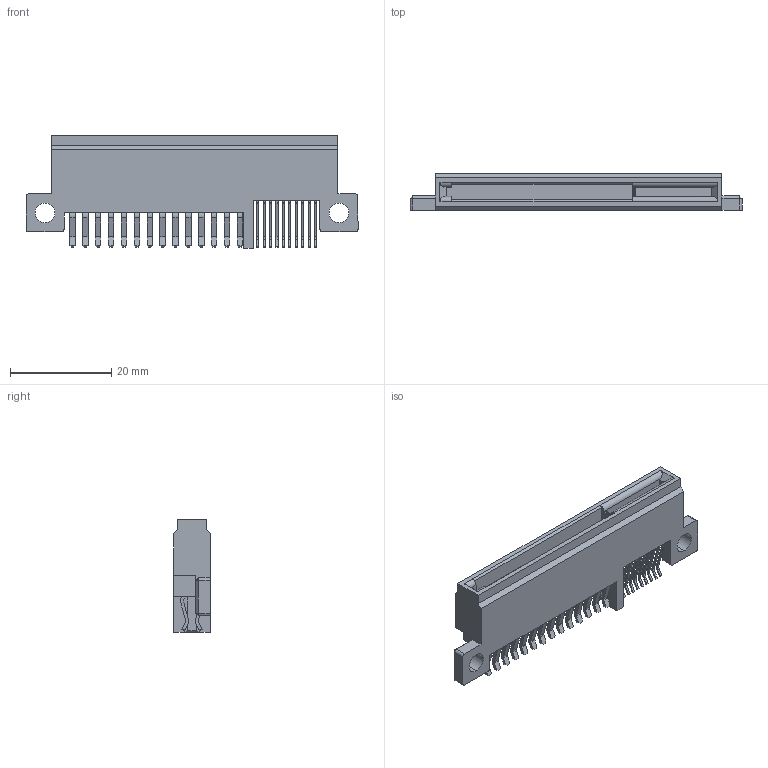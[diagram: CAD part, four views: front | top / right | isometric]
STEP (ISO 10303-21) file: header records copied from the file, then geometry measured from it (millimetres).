
FILE_DESCRIPTION (( 'STEP AP214' ), '1' );
FILE_NAME ('10122859-009LF.STEP', '2022-12-21T07:35:38', ( '' ), ( '' ), 'SwSTEP 2.0', 'SolidWorks 2017', '' );
FILE_SCHEMA (( 'AUTOMOTIVE_DESIGN' ));
Length unit declared in the file: millimetre
Products named in the file (4): 10122859-009LF body; Signal pin^10122859-009LF; power pin^10122859-009LF; 10122859-009LF
Assembly tree (25 placements, depth 2):
  10122859-009LF
    10122859-009LF body
    power pin^10122859-009LF  x14
    Signal pin^10122859-009LF  x10
Bounding box: 65.46 x 7.25 x 22.24 mm (x, y, z)
Volume: 4687 mm3; surface area: 5124.6 mm2
Topology: 49 solids, 49 shells, 791 faces, 2062 edges, 1364 vertices
Faces by surface type: plane 579, cylinder 206, cone 6
Entity records: 4900 total; most frequent: CARTESIAN_POINT 845, DIRECTION 798, ORIENTED_EDGE 788, EDGE_CURVE 394, VECTOR 332, LINE 332, VERTEX_POINT 256, AXIS2_PLACEMENT_3D 233
